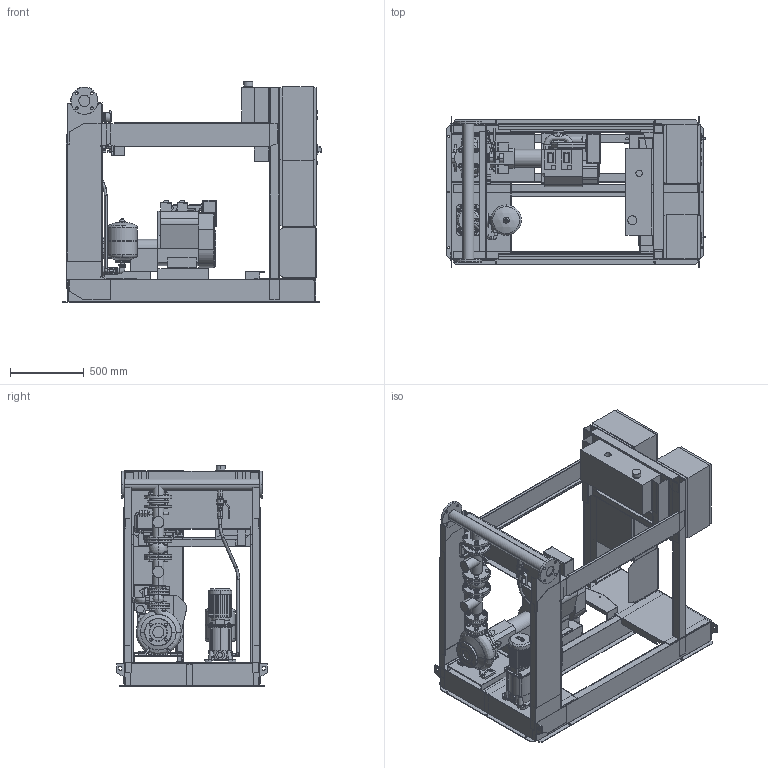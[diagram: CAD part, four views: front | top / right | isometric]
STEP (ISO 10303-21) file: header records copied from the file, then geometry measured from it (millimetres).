
FILE_DESCRIPTION((''),'2;1');
FILE_NAME('3d_Sifire-EN-40_200-200-12.9_0.75DJ-4183867.stp','2015-05-26T10:18:00',(''),(''),'Mechanical Desktop 2009','Mechanical Desktop 2009',', , ');
FILE_SCHEMA(('CONFIG_CONTROL_DESIGN'));
Length unit declared in the file: millimetre
Products named in the file (1): Product
Bounding box: 1754.5 x 1026 x 1500 mm (x, y, z)
Volume: 274510522.9 mm3; surface area: 23586365.8 mm2
Topology: 160 solids, 160 shells, 3769 faces, 9105 edges, 5784 vertices
Faces by surface type: plane 1516, bspline 1064, cylinder 743, cone 310, torus 104, sphere 32
Entity records: 123650 total; most frequent: CARTESIAN_POINT 39725, ORIENTED_EDGE 18154, DIRECTION 16035, EDGE_CURVE 9077, VERTEX_POINT 5784, AXIS2_PLACEMENT_3D 5357, VECTOR 5321, LINE 5321
